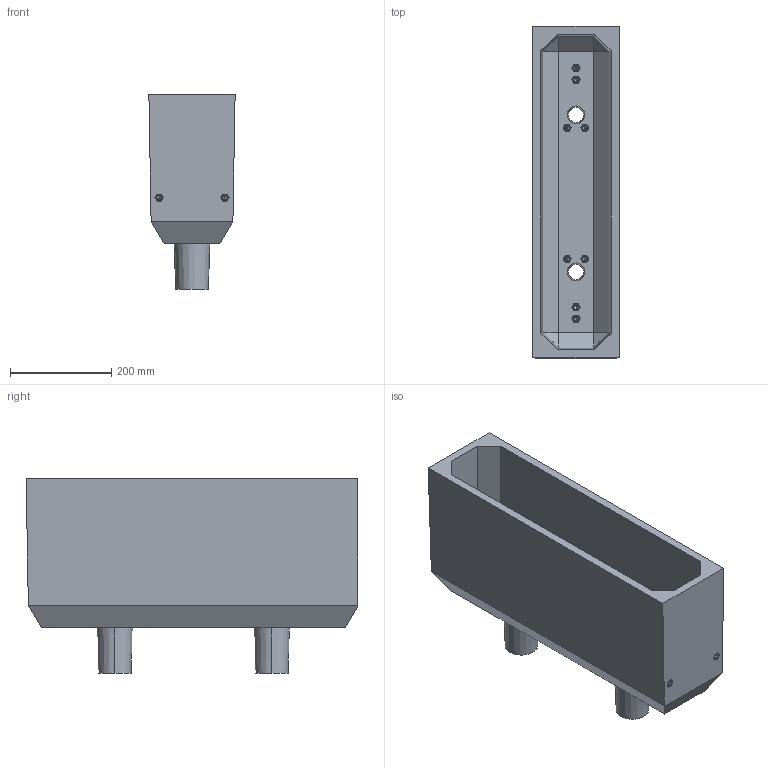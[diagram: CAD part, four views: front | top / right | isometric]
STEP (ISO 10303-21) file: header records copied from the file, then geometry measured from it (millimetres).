
FILE_DESCRIPTION (( 'STEP AP214' ), '1' );
FILE_NAME ('认菟-岩-20-2.STEP', '2024-04-23T07:08:31', ( '' ), ( '' ), 'SwSTEP 2.0', 'SolidWorks 2014', '' );
FILE_SCHEMA (( 'AUTOMOTIVE_DESIGN' ));
Length unit declared in the file: millimetre
Products named in the file (3): 认菟-岩-20-2; Êîìïàóíä^ÂÅÈÓ.686153.011 Èçîëÿòîð ïðîõîäíîé ÈÏÝË-ÑÒ-20-2_00; ÂÅÈÓ.758472.005 Ãàéêà ñïåöèàëüíàÿ_-00
Assembly tree (19 placements, depth 2):
  认菟-岩-20-2
    ÂÅÈÓ.758472.005 Ãàéêà ñïåöèàëüíàÿ_-00  x18
    Êîìïàóíä^ÂÅÈÓ.686153.011 Èçîëÿòîð ïðîõîäíîé ÈÏÝË-ÑÒ-20-2_00
Bounding box: 170.3 x 655.15 x 385 mm (x, y, z)
Volume: 12024180.3 mm3; surface area: 1105647.8 mm2
Topology: 19 solids, 19 shells, 1099 faces, 2610 edges, 1606 vertices
Faces by surface type: plane 587, cone 404, cylinder 108
Entity records: 17874 total; most frequent: CARTESIAN_POINT 5316, ORIENTED_EDGE 2628, DIRECTION 2374, EDGE_CURVE 1314, AXIS2_PLACEMENT_3D 863, VERTEX_POINT 841, VECTOR 648, LINE 648
